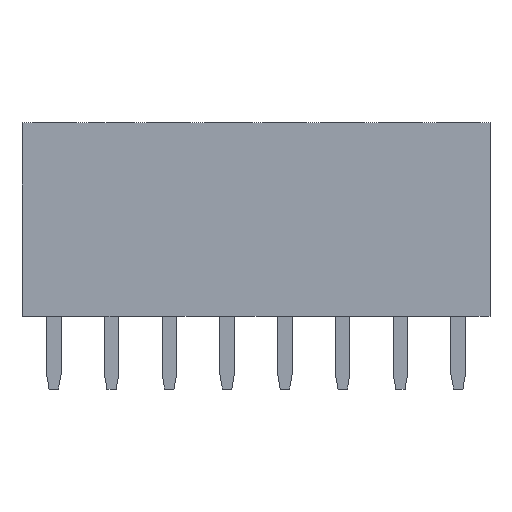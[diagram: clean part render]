
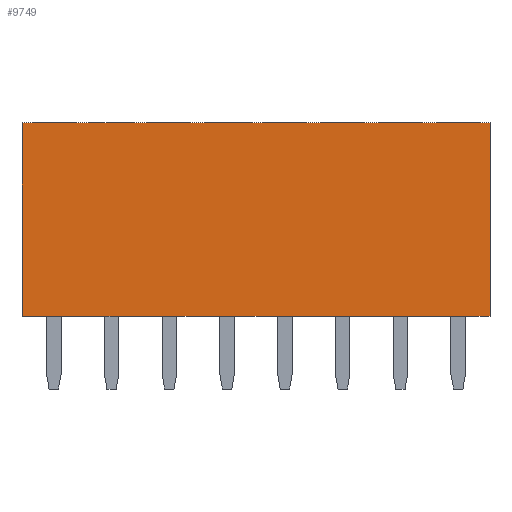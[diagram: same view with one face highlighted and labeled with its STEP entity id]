
A CAD part, top view. The second image highlights one B-rep face of the part: STEP entity #9749.
In plain terms, the highlighted planar face has unit normal (0, 0, 1).
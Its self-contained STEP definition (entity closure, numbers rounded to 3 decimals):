
#4632 = VERTEX_POINT('',#4633);
#4633 = CARTESIAN_POINT('',(10.285,0.,1.25));
#4639 = EDGE_CURVE('',#4640,#4632,#4642,.T.);
#4640 = VERTEX_POINT('',#4641);
#4641 = CARTESIAN_POINT('',(-10.285,0.,1.25));
#4642 = LINE('',#4643,#4644);
#4643 = CARTESIAN_POINT('',(-10.285,0.,1.25));
#4644 = VECTOR('',#4645,1.);
#4645 = DIRECTION('',(1.,0.,0.));
#9507 = VERTEX_POINT('',#9508);
#9508 = CARTESIAN_POINT('',(10.285,8.5,1.25));
#9525 = VERTEX_POINT('',#9526);
#9526 = CARTESIAN_POINT('',(-10.285,8.5,1.25));
#9532 = EDGE_CURVE('',#9525,#9507,#9533,.T.);
#9533 = LINE('',#9534,#9535);
#9534 = CARTESIAN_POINT('',(-10.285,8.5,1.25));
#9535 = VECTOR('',#9536,1.);
#9536 = DIRECTION('',(1.,0.,0.));
#9749 = ADVANCED_FACE('',(#9750),#9766,.T.);
#9750 = FACE_BOUND('',#9751,.T.);
#9751 = EDGE_LOOP('',(#9752,#9758,#9759,#9765));
#9752 = ORIENTED_EDGE('',*,*,#9753,.T.);
#9753 = EDGE_CURVE('',#4632,#9507,#9754,.T.);
#9754 = LINE('',#9755,#9756);
#9755 = CARTESIAN_POINT('',(10.285,0.,1.25));
#9756 = VECTOR('',#9757,1.);
#9757 = DIRECTION('',(0.,1.,0.));
#9758 = ORIENTED_EDGE('',*,*,#9532,.F.);
#9759 = ORIENTED_EDGE('',*,*,#9760,.F.);
#9760 = EDGE_CURVE('',#4640,#9525,#9761,.T.);
#9761 = LINE('',#9762,#9763);
#9762 = CARTESIAN_POINT('',(-10.285,0.,1.25));
#9763 = VECTOR('',#9764,1.);
#9764 = DIRECTION('',(0.,1.,0.));
#9765 = ORIENTED_EDGE('',*,*,#4639,.T.);
#9766 = PLANE('',#9767);
#9767 = AXIS2_PLACEMENT_3D('',#9768,#9769,#9770);
#9768 = CARTESIAN_POINT('',(-10.285,4.25,1.25));
#9769 = DIRECTION('',(0.,0.,1.));
#9770 = DIRECTION('',(0.,-1.,0.));
